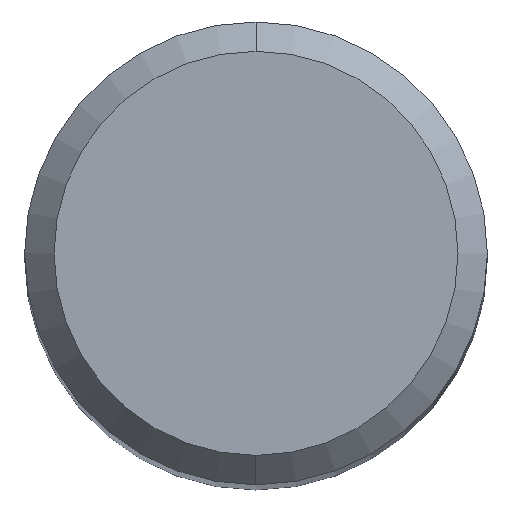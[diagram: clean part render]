
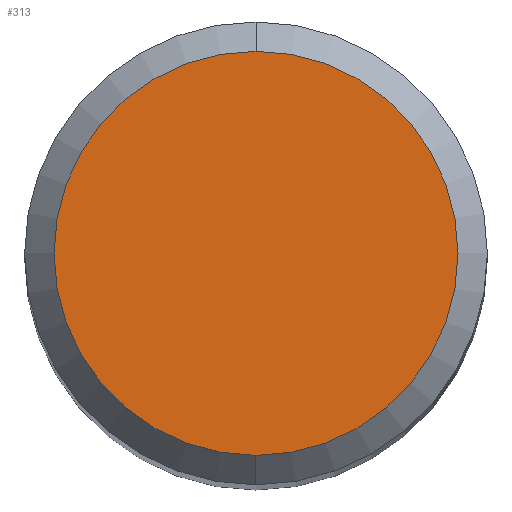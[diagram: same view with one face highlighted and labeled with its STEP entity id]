
A CAD part, top view. The second image highlights one B-rep face of the part: STEP entity #313.
In plain terms, the highlighted planar face has unit normal (0, 0, 1).
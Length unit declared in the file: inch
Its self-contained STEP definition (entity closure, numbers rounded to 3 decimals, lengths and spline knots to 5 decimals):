
#10 = CARTESIAN_POINT ( 'NONE',  ( 0., -0.1031, 0. ) ) ;
#16 = CARTESIAN_POINT ( 'NONE',  ( 0., 0.1031, 0. ) ) ;
#31 = ORIENTED_EDGE ( 'NONE', *, *, #487, .T. ) ;
#53 = DIRECTION ( 'NONE',  ( 0., 1., 0. ) ) ;
#60 = AXIS2_PLACEMENT_3D ( 'NONE', #176, #98, #286 ) ;
#70 = EDGE_LOOP ( 'NONE', ( #31, #502 ) ) ;
#90 = PLANE ( 'NONE',  #200 ) ;
#95 = VERTEX_POINT ( 'NONE', #10 ) ;
#98 = DIRECTION ( 'NONE',  ( 0., 0., 1. ) ) ;
#105 = CIRCLE ( 'NONE', #201, 0.1031 ) ;
#138 = FACE_OUTER_BOUND ( 'NONE', #70, .T. ) ;
#145 = CARTESIAN_POINT ( 'NONE',  ( 0., 0.1031, 0. ) ) ;
#176 = CARTESIAN_POINT ( 'NONE',  ( 0., 0., 0. ) ) ;
#200 = AXIS2_PLACEMENT_3D ( 'NONE', #16, #329, #53 ) ;
#201 = AXIS2_PLACEMENT_3D ( 'NONE', #412, #262, #418 ) ;
#262 = DIRECTION ( 'NONE',  ( 0., 0., 1. ) ) ;
#286 = DIRECTION ( 'NONE',  ( 0., -1., 0. ) ) ;
#313 = ADVANCED_FACE ( 'NONE', ( #138 ), #90, .F. ) ;
#329 = DIRECTION ( 'NONE',  ( 0., 0., -1. ) ) ;
#364 = EDGE_CURVE ( 'NONE', #95, #455, #374, .T. ) ;
#374 = CIRCLE ( 'NONE', #60, 0.1031 ) ;
#412 = CARTESIAN_POINT ( 'NONE',  ( 0., 0., 0. ) ) ;
#418 = DIRECTION ( 'NONE',  ( 0., -1., 0. ) ) ;
#455 = VERTEX_POINT ( 'NONE', #145 ) ;
#487 = EDGE_CURVE ( 'NONE', #455, #95, #105, .T. ) ;
#502 = ORIENTED_EDGE ( 'NONE', *, *, #364, .T. ) ;
